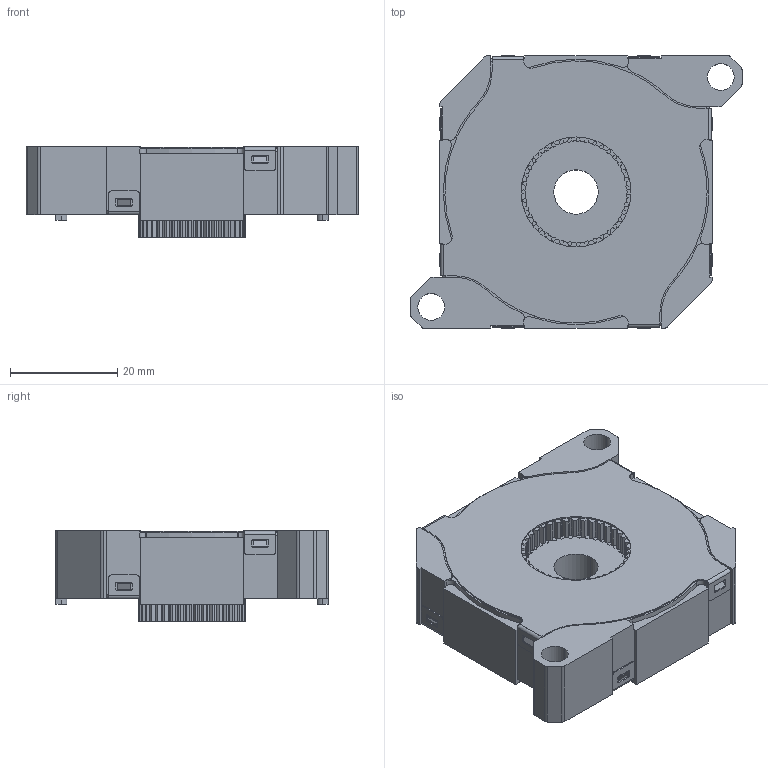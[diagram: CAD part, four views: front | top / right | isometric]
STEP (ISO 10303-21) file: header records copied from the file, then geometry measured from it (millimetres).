
FILE_DESCRIPTION (( 'STEP AP203' ), '1' );
FILE_NAME ('REV-21-2101.STEP', '2021-12-06T14:33:24', ( '' ), ( '' ), 'SwSTEP 2.0', 'SolidWorks 2022', '' );
FILE_SCHEMA (( 'CONFIG_CONTROL_DESIGN' ));
Products named in the file (1): REV-21-2101
Bounding box: 61.91 x 50.8 x 16.85 mm (x, y, z)
Volume: 26213 mm3; surface area: 31817 mm2
Topology: 22 solids, 22 shells, 2013 faces, 5763 edges, 3810 vertices
Faces by surface type: cylinder 957, bspline 738, plane 270, cone 48
Entity records: 112744 total; most frequent: CARTESIAN_POINT 63157, ORIENTED_EDGE 11526, DIRECTION 8825, EDGE_CURVE 5763, VERTEX_POINT 3810, AXIS2_PLACEMENT_3D 3262, LINE 2301, VECTOR 2301
